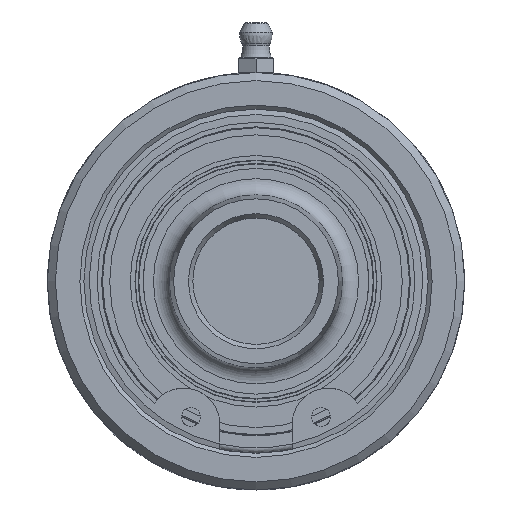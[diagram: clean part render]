
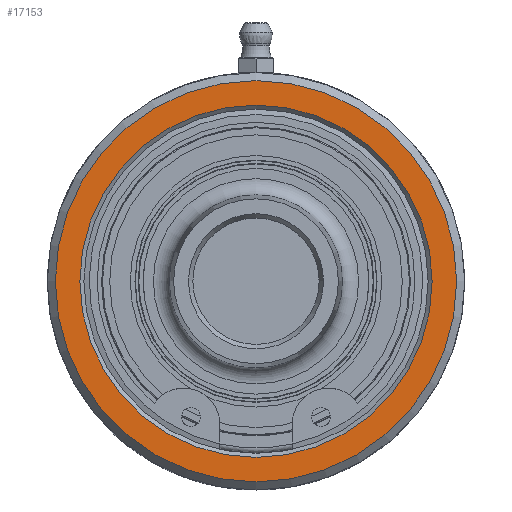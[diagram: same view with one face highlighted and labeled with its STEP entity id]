
A CAD part, left-side view. The second image highlights one B-rep face of the part: STEP entity #17153.
In plain terms, the highlighted planar face has unit normal (-1, 0, 0).
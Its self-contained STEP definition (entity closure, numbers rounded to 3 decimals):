
#866=PLANE('',#18181);
#979=FACE_BOUND('',#3472,.T.);
#1436=CIRCLE('',#18180,39.7);
#1437=CIRCLE('',#18182,34.85);
#2404=FACE_OUTER_BOUND('',#3471,.T.);
#3471=EDGE_LOOP('',(#15514));
#3472=EDGE_LOOP('',(#15515));
#8169=VERTEX_POINT('',#38899);
#8170=VERTEX_POINT('',#38903);
#10638=EDGE_CURVE('',#8169,#8169,#1436,.T.);
#10639=EDGE_CURVE('',#8170,#8170,#1437,.T.);
#15514=ORIENTED_EDGE('',*,*,#10638,.F.);
#15515=ORIENTED_EDGE('',*,*,#10639,.F.);
#17153=ADVANCED_FACE('',(#2404,#979),#866,.F.);
#18180=AXIS2_PLACEMENT_3D('',#38901,#21167,#21168);
#18181=AXIS2_PLACEMENT_3D('',#38902,#21169,#21170);
#18182=AXIS2_PLACEMENT_3D('',#38904,#21171,#21172);
#21167=DIRECTION('center_axis',(1.,0.,0.));
#21168=DIRECTION('ref_axis',(0.,0.,
1.));
#21169=DIRECTION('center_axis',(1.,0.,0.));
#21170=DIRECTION('ref_axis',(0.,0.,
1.));
#21171=DIRECTION('center_axis',(-1.,0.,0.));
#21172=DIRECTION('ref_axis',(0.,0.,
-1.));
#38899=CARTESIAN_POINT('',(20.71,0.,-39.7));
#38901=CARTESIAN_POINT('Origin',(20.71,0.,0.));
#38902=CARTESIAN_POINT('Origin',(20.71,0.,-20.65));
#38903=CARTESIAN_POINT('',(20.71,0.,34.85));
#38904=CARTESIAN_POINT('Origin',(20.71,0.,0.));
